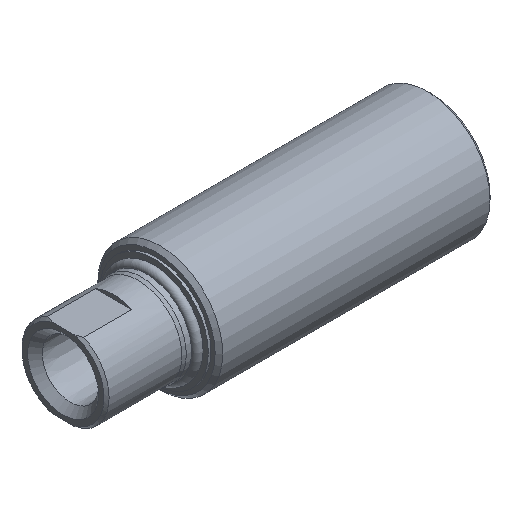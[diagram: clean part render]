
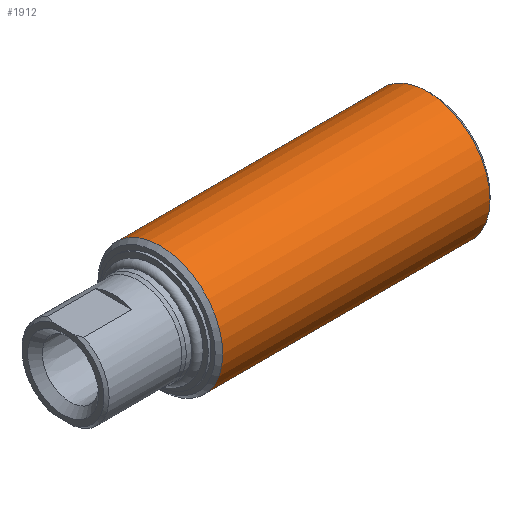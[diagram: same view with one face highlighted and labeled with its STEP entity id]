
A CAD part, isometric view. The second image highlights one B-rep face of the part: STEP entity #1912.
In plain terms, the highlighted cylindrical face has radius 12.522 mm (diameter 25.044 mm), a full revolution.
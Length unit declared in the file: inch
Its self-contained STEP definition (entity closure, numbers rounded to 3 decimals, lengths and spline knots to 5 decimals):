
#30=FACE_BOUND('',#446,.T.);
#310=FACE_OUTER_BOUND('',#445,.T.);
#445=EDGE_LOOP('',(#1724));
#446=EDGE_LOOP('',(#1725));
#747=CIRCLE('',#2134,0.493);
#748=CIRCLE('',#2136,0.493);
#937=VERTEX_POINT('',#3639);
#938=VERTEX_POINT('',#3642);
#1211=EDGE_CURVE('',#937,#937,#747,.T.);
#1212=EDGE_CURVE('',#938,#938,#748,.T.);
#1724=ORIENTED_EDGE('',*,*,#1212,.F.);
#1725=ORIENTED_EDGE('',*,*,#1211,.T.);
#1806=CYLINDRICAL_SURFACE('',#2135,0.493);
#1912=ADVANCED_FACE('',(#310,#30),#1806,.T.);
#2134=AXIS2_PLACEMENT_3D('',#3640,#2653,#2654);
#2135=AXIS2_PLACEMENT_3D('',#3641,#2655,#2656);
#2136=AXIS2_PLACEMENT_3D('',#3643,#2657,#2658);
#2653=DIRECTION('center_axis',(1.,0.,0.));
#2654=DIRECTION('ref_axis',(0.,1.,0.));
#2655=DIRECTION('center_axis',(1.,0.,0.));
#2656=DIRECTION('ref_axis',(0.,1.,0.));
#2657=DIRECTION('center_axis',(1.,0.,0.));
#2658=DIRECTION('ref_axis',(0.,1.,0.));
#3639=CARTESIAN_POINT('',(0.76797,0.493,0.));
#3640=CARTESIAN_POINT('Origin',(0.76797,0.,
0.));
#3641=CARTESIAN_POINT('Origin',(1.82297,0.,0.));
#3642=CARTESIAN_POINT('',(2.87797,0.493,0.));
#3643=CARTESIAN_POINT('Origin',(2.87797,0.,0.));
